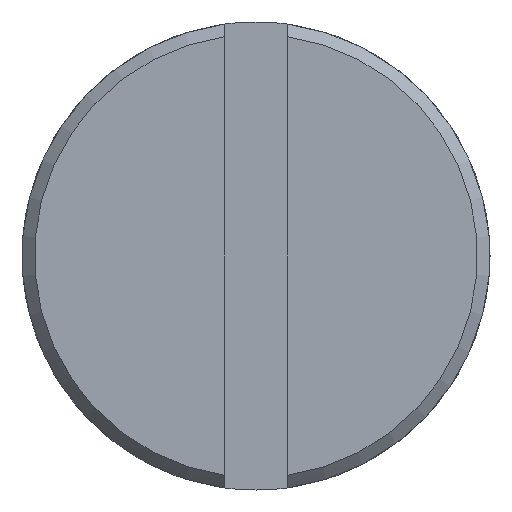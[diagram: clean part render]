
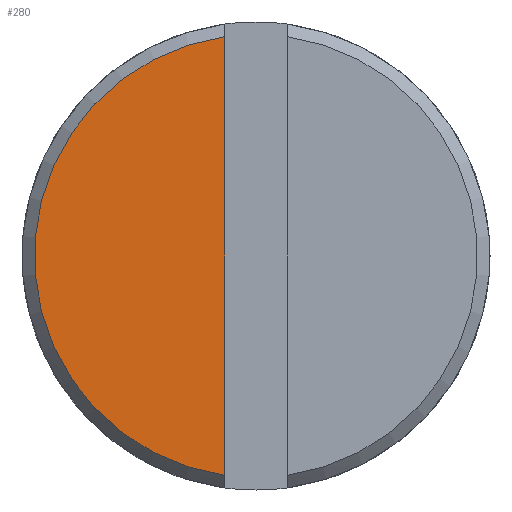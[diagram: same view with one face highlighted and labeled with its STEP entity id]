
A CAD part, front view. The second image highlights one B-rep face of the part: STEP entity #280.
In plain terms, the highlighted planar face has unit normal (0, -1, 0).
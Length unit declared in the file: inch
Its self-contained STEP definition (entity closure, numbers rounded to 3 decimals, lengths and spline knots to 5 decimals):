
#33 = CARTESIAN_POINT ( 'NONE',  ( 0., 0., 0. ) ) ;
#38 = PLANE ( 'NONE',  #536 ) ;
#104 = DIRECTION ( 'NONE',  ( 0., 0., 1. ) ) ;
#107 = LINE ( 'NONE', #813, #814 ) ;
#109 = CARTESIAN_POINT ( 'NONE',  ( 0., 0., 0. ) ) ;
#141 = CARTESIAN_POINT ( 'NONE',  ( -0.025, 0., -0.17558 ) ) ;
#150 = VERTEX_POINT ( 'NONE', #141 ) ;
#181 = DIRECTION ( 'NONE',  ( 0., 0., 1. ) ) ;
#232 = AXIS2_PLACEMENT_3D ( 'NONE', #33, #520, #104 ) ;
#280 = ADVANCED_FACE ( 'NONE', ( #692 ), #38, .F. ) ;
#315 = EDGE_LOOP ( 'NONE', ( #400, #626 ) ) ;
#400 = ORIENTED_EDGE ( 'NONE', *, *, #406, .T. ) ;
#406 = EDGE_CURVE ( 'NONE', #573, #150, #630, .T. ) ;
#473 = EDGE_CURVE ( 'NONE', #150, #573, #107, .T. ) ;
#520 = DIRECTION ( 'NONE',  ( 0., -1., 0. ) ) ;
#536 = AXIS2_PLACEMENT_3D ( 'NONE', #109, #601, #181 ) ;
#573 = VERTEX_POINT ( 'NONE', #762 ) ;
#601 = DIRECTION ( 'NONE',  ( 0., 1., 0. ) ) ;
#626 = ORIENTED_EDGE ( 'NONE', *, *, #473, .T. ) ;
#630 = CIRCLE ( 'NONE', #232, 0.17735 ) ;
#686 = DIRECTION ( 'NONE',  ( 0., 0., 1. ) ) ;
#692 = FACE_OUTER_BOUND ( 'NONE', #315, .T. ) ;
#762 = CARTESIAN_POINT ( 'NONE',  ( -0.025, 0., 0.17558 ) ) ;
#813 = CARTESIAN_POINT ( 'NONE',  ( -0.025, 0., -0.18735 ) ) ;
#814 = VECTOR ( 'NONE', #686, 39.37008 ) ;
